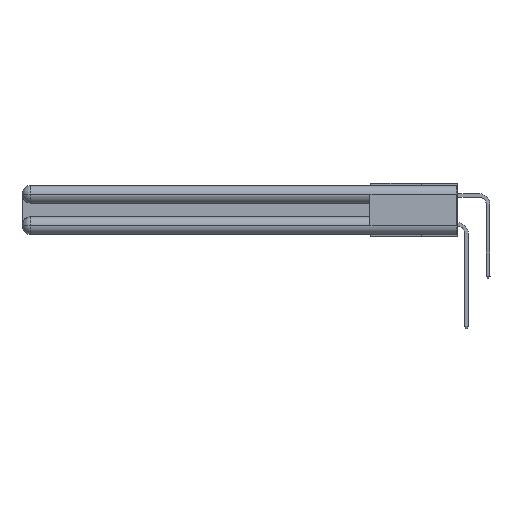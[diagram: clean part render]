
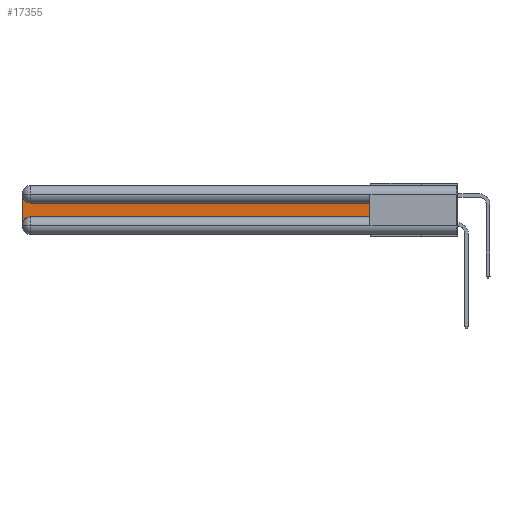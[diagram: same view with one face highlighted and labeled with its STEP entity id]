
A CAD part, left-side view. The second image highlights one B-rep face of the part: STEP entity #17355.
In plain terms, the highlighted planar face has unit normal (-1, 0, 0).
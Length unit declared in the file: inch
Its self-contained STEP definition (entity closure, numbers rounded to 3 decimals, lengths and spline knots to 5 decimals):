
#1726 = AXIS2_PLACEMENT_3D ( 'NONE', #34921, #37246, #19808 ) ;
#1733 = EDGE_CURVE ( 'NONE', #29661, #16684, #36816, .T. ) ;
#2676 = EDGE_CURVE ( 'NONE', #16684, #14468, #15693, .T. ) ;
#3220 = ORIENTED_EDGE ( 'NONE', *, *, #2676, .T. ) ;
#3441 = CARTESIAN_POINT ( 'NONE',  ( 0.075, 0.6, -0.2175 ) ) ;
#5687 = VERTEX_POINT ( 'NONE', #7054 ) ;
#5698 = VECTOR ( 'NONE', #7504, 39.37008 ) ;
#6876 = VECTOR ( 'NONE', #9300, 39.37008 ) ;
#7054 = CARTESIAN_POINT ( 'NONE',  ( 0.075, 2.94, -0.1225 ) ) ;
#7098 = CARTESIAN_POINT ( 'NONE',  ( 0.075, 3., -0.0625 ) ) ;
#7442 = ORIENTED_EDGE ( 'NONE', *, *, #1733, .T. ) ;
#7477 = VERTEX_POINT ( 'NONE', #21213 ) ;
#7504 = DIRECTION ( 'NONE',  ( 0., -1., 0. ) ) ;
#8676 = LINE ( 'NONE', #3441, #6876 ) ;
#9300 = DIRECTION ( 'NONE',  ( 0., 0., 1. ) ) ;
#9468 = ORIENTED_EDGE ( 'NONE', *, *, #22219, .T. ) ;
#9808 = FACE_OUTER_BOUND ( 'NONE', #34819, .T. ) ;
#10140 = ORIENTED_EDGE ( 'NONE', *, *, #27219, .T. ) ;
#11654 = PLANE ( 'NONE',  #1726 ) ;
#14468 = VERTEX_POINT ( 'NONE', #32697 ) ;
#15693 = CIRCLE ( 'NONE', #16431, 0.06 ) ;
#16143 = VECTOR ( 'NONE', #18819, 39.37008 ) ;
#16431 = AXIS2_PLACEMENT_3D ( 'NONE', #19836, #16903, #28443 ) ;
#16684 = VERTEX_POINT ( 'NONE', #23906 ) ;
#16694 = ORIENTED_EDGE ( 'NONE', *, *, #20204, .T. ) ;
#16903 = DIRECTION ( 'NONE',  ( 1., 0., 0. ) ) ;
#17355 = ADVANCED_FACE ( 'NONE', ( #9808 ), #11654, .F. ) ;
#17643 = EDGE_CURVE ( 'NONE', #14468, #27931, #28831, .T. ) ;
#18018 = CIRCLE ( 'NONE', #37115, 0.06 ) ;
#18819 = DIRECTION ( 'NONE',  ( 0., 1., 0. ) ) ;
#18937 = CARTESIAN_POINT ( 'NONE',  ( 0.075, 0.6, -0.1225 ) ) ;
#19247 = CARTESIAN_POINT ( 'NONE',  ( 0.075, 2.94, -0.0625 ) ) ;
#19808 = DIRECTION ( 'NONE',  ( 0., 0., -1. ) ) ;
#19836 = CARTESIAN_POINT ( 'NONE',  ( 0.075, 2.94, -0.2775 ) ) ;
#20204 = EDGE_CURVE ( 'NONE', #27931, #7477, #8676, .T. ) ;
#21213 = CARTESIAN_POINT ( 'NONE',  ( 0.075, 0.6, -0.1225 ) ) ;
#22219 = EDGE_CURVE ( 'NONE', #7477, #5687, #29304, .T. ) ;
#23906 = CARTESIAN_POINT ( 'NONE',  ( 0.075, 3., -0.2775 ) ) ;
#24048 = DIRECTION ( 'NONE',  ( 0., 0., -1. ) ) ;
#27219 = EDGE_CURVE ( 'NONE', #5687, #29661, #18018, .T. ) ;
#27528 = CARTESIAN_POINT ( 'NONE',  ( 0.075, 0.6, -0.2175 ) ) ;
#27857 = DIRECTION ( 'NONE',  ( 0., 0., -1. ) ) ;
#27931 = VERTEX_POINT ( 'NONE', #37562 ) ;
#28443 = DIRECTION ( 'NONE',  ( 0., 0., -1. ) ) ;
#28831 = LINE ( 'NONE', #27528, #5698 ) ;
#29021 = VECTOR ( 'NONE', #24048, 39.37008 ) ;
#29304 = LINE ( 'NONE', #18937, #16143 ) ;
#29661 = VERTEX_POINT ( 'NONE', #7098 ) ;
#32697 = CARTESIAN_POINT ( 'NONE',  ( 0.075, 2.94, -0.2175 ) ) ;
#34819 = EDGE_LOOP ( 'NONE', ( #9468, #10140, #7442, #3220, #37643, #16694 ) ) ;
#34921 = CARTESIAN_POINT ( 'NONE',  ( 0.075, 3., -0.1225 ) ) ;
#35372 = CARTESIAN_POINT ( 'NONE',  ( 0.075, 3., -0.2175 ) ) ;
#36681 = DIRECTION ( 'NONE',  ( 1., 0., 0. ) ) ;
#36816 = LINE ( 'NONE', #35372, #29021 ) ;
#37115 = AXIS2_PLACEMENT_3D ( 'NONE', #19247, #36681, #27857 ) ;
#37246 = DIRECTION ( 'NONE',  ( 1., 0., 0. ) ) ;
#37562 = CARTESIAN_POINT ( 'NONE',  ( 0.075, 0.6, -0.2175 ) ) ;
#37643 = ORIENTED_EDGE ( 'NONE', *, *, #17643, .T. ) ;
